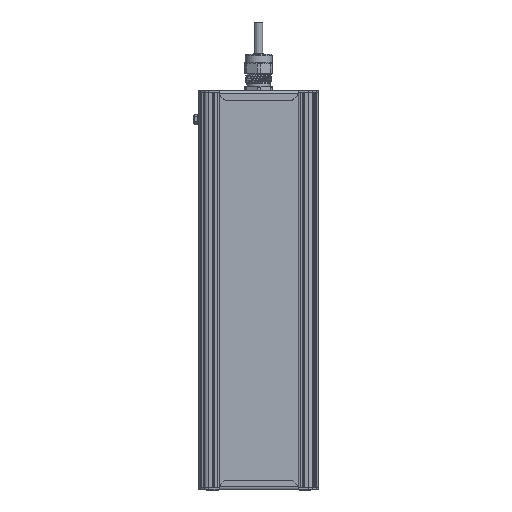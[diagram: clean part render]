
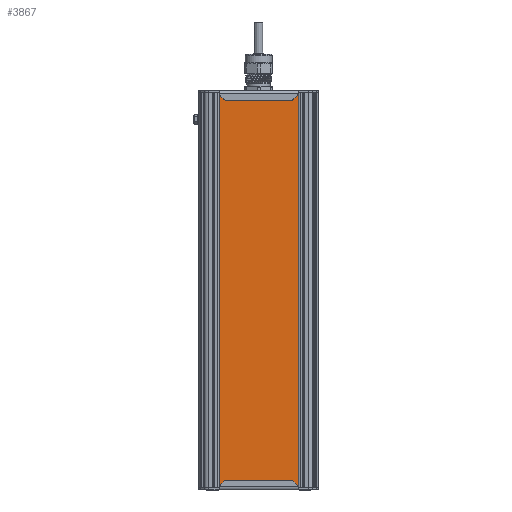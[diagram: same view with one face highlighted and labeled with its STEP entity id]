
A CAD part, front view. The second image highlights one B-rep face of the part: STEP entity #3867.
In plain terms, the highlighted face is planar.
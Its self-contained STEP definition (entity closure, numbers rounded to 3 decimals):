
#3867=ADVANCED_FACE('',(#10620),#10622,.T.);
#10620=FACE_BOUND('',#10621,.T.);
#10621=EDGE_LOOP('',(#38506,#38507,#38508,#38509));
#10622=PLANE('',#10623);
#10623=AXIS2_PLACEMENT_3D('',#10624,#10625,#10626);
#10624=CARTESIAN_POINT('',(120.465,593.492,117.308));
#10625=DIRECTION('',(0.,0.,-1.));
#10626=DIRECTION('',(0.,1.,0.));
#38506=ORIENTED_EDGE('',*,*,#44807,.T.);
#38507=ORIENTED_EDGE('',*,*,#44806,.T.);
#38508=ORIENTED_EDGE('',*,*,#44808,.F.);
#38509=ORIENTED_EDGE('',*,*,#44809,.F.);
#44806=EDGE_CURVE('',#49023,#49028,#49030,.T.);
#44807=EDGE_CURVE('',#49031,#49023,#49032,.T.);
#44808=EDGE_CURVE('',#49033,#49028,#49034,.T.);
#44809=EDGE_CURVE('',#49031,#49033,#49035,.T.);
#49023=VERTEX_POINT('',#60918);
#49028=VERTEX_POINT('',#60927);
#49030=LINE('',#60931,#60932);
#49031=VERTEX_POINT('',#60934);
#49032=LINE('',#60935,#60936);
#49033=VERTEX_POINT('',#60938);
#49034=LINE('',#60939,#60940);
#49035=LINE('',#60942,#60943);
#60918=CARTESIAN_POINT('',(120.465,679.838,117.308));
#60927=CARTESIAN_POINT('',(491.465,679.838,117.308));
#60931=CARTESIAN_POINT('',(120.465,679.838,117.308));
#60932=VECTOR('',#60933,1.);
#60933=DIRECTION('',(1.,0.,0.));
#60934=CARTESIAN_POINT('',(120.465,593.492,117.308));
#60935=CARTESIAN_POINT('',(120.465,593.492,117.308));
#60936=VECTOR('',#60937,1.);
#60937=DIRECTION('',(0.,1.,0.));
#60938=CARTESIAN_POINT('',(491.465,593.492,117.308));
#60939=CARTESIAN_POINT('',(491.465,593.492,117.308));
#60940=VECTOR('',#60941,1.);
#60941=DIRECTION('',(0.,1.,0.));
#60942=CARTESIAN_POINT('',(120.465,593.492,117.308));
#60943=VECTOR('',#60944,1.);
#60944=DIRECTION('',(1.,0.,0.));
